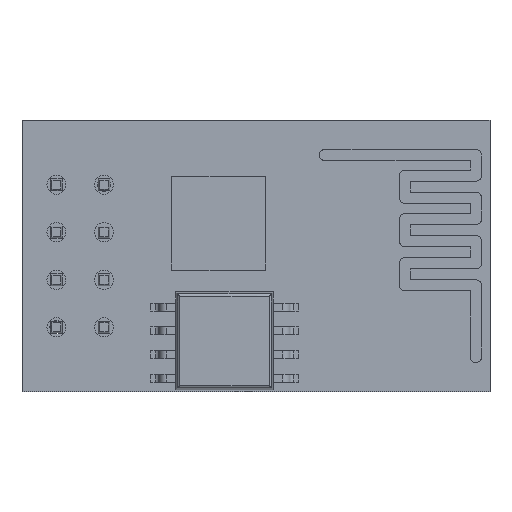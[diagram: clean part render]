
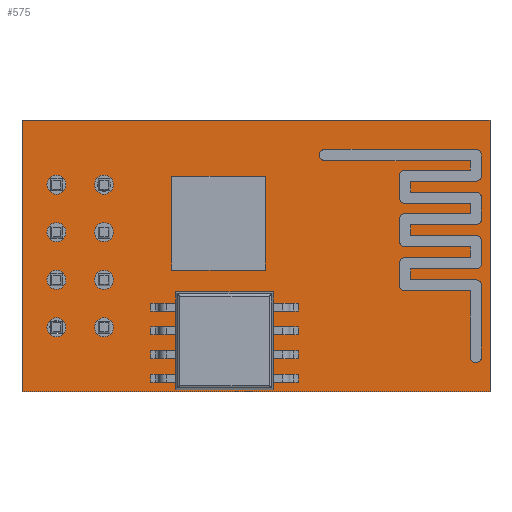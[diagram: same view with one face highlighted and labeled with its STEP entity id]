
A CAD part, front view. The second image highlights one B-rep face of the part: STEP entity #575.
In plain terms, the highlighted planar face has unit normal (0, -1, 0).
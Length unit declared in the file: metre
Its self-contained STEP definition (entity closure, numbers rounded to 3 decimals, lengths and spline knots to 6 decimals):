
#575 = ADVANCED_FACE( 'PartBody', ( #1251, #1252, #1253, #1254, #1255, #1256, #1257, #1258, #1259 ), #1260, .T. );
#1251 = FACE_OUTER_BOUND( '', #2183, .T. );
#1252 = FACE_BOUND( '', #2184, .T. );
#1253 = FACE_BOUND( '', #2185, .T. );
#1254 = FACE_BOUND( '', #2186, .T. );
#1255 = FACE_BOUND( '', #2187, .T. );
#1256 = FACE_BOUND( '', #2188, .T. );
#1257 = FACE_BOUND( '', #2189, .T. );
#1258 = FACE_BOUND( '', #2190, .T. );
#1259 = FACE_BOUND( '', #2191, .T. );
#1260 = PLANE( '', #2192 );
#2183 = EDGE_LOOP( '', ( #3132, #3133, #3134, #3135 ) );
#2184 = EDGE_LOOP( '', ( #3136 ) );
#2185 = EDGE_LOOP( '', ( #3137 ) );
#2186 = EDGE_LOOP( '', ( #3138 ) );
#2187 = EDGE_LOOP( '', ( #3139 ) );
#2188 = EDGE_LOOP( '', ( #3140 ) );
#2189 = EDGE_LOOP( '', ( #3141 ) );
#2190 = EDGE_LOOP( '', ( #3142 ) );
#2191 = EDGE_LOOP( '', ( #3143 ) );
#2192 = AXIS2_PLACEMENT_3D( '', #3144, #3145, #3146 );
#3132 = ORIENTED_EDGE( '', *, *, #5846, .T. );
#3133 = ORIENTED_EDGE( '', *, *, #5847, .T. );
#3134 = ORIENTED_EDGE( '', *, *, #5848, .T. );
#3135 = ORIENTED_EDGE( '', *, *, #5849, .T. );
#3136 = ORIENTED_EDGE( '', *, *, #5850, .F. );
#3137 = ORIENTED_EDGE( '', *, *, #5851, .F. );
#3138 = ORIENTED_EDGE( '', *, *, #5852, .F. );
#3139 = ORIENTED_EDGE( '', *, *, #5853, .F. );
#3140 = ORIENTED_EDGE( '', *, *, #5854, .F. );
#3141 = ORIENTED_EDGE( '', *, *, #5855, .F. );
#3142 = ORIENTED_EDGE( '', *, *, #5856, .F. );
#3143 = ORIENTED_EDGE( '', *, *, #5857, .F. );
#3144 = CARTESIAN_POINT( '', ( 0., -0.0011, 0. ) );
#3145 = DIRECTION( '', ( 0., -1., 0. ) );
#3146 = DIRECTION( '', ( 1., 0., 0. ) );
#5846 = EDGE_CURVE( '', #7015, #7016, #7017, .T. );
#5847 = EDGE_CURVE( '', #7016, #7018, #7019, .T. );
#5848 = EDGE_CURVE( '', #7018, #7020, #7021, .T. );
#5849 = EDGE_CURVE( '', #7020, #7015, #7022, .T. );
#5850 = EDGE_CURVE( '', #7023, #7023, #7024, .T. );
#5851 = EDGE_CURVE( '', #7025, #7025, #7026, .T. );
#5852 = EDGE_CURVE( '', #7027, #7027, #7028, .T. );
#5853 = EDGE_CURVE( '', #7029, #7029, #7030, .T. );
#5854 = EDGE_CURVE( '', #7031, #7031, #7032, .T. );
#5855 = EDGE_CURVE( '', #7033, #7033, #7034, .T. );
#5856 = EDGE_CURVE( '', #7035, #7035, #7036, .T. );
#5857 = EDGE_CURVE( '', #7037, #7037, #7038, .T. );
#7015 = VERTEX_POINT( '', #8623 );
#7016 = VERTEX_POINT( '', #8624 );
#7017 = LINE( '', #8625, #8626 );
#7018 = VERTEX_POINT( '', #8627 );
#7019 = LINE( '', #8628, #8629 );
#7020 = VERTEX_POINT( '', #8630 );
#7021 = LINE( '', #8631, #8632 );
#7022 = LINE( '', #8633, #8634 );
#7023 = VERTEX_POINT( '', #8635 );
#7024 = CIRCLE( '', #8636, 0.00051 );
#7025 = VERTEX_POINT( '', #8637 );
#7026 = CIRCLE( '', #8638, 0.00051 );
#7027 = VERTEX_POINT( '', #8639 );
#7028 = CIRCLE( '', #8640, 0.00051 );
#7029 = VERTEX_POINT( '', #8641 );
#7030 = CIRCLE( '', #8642, 0.00051 );
#7031 = VERTEX_POINT( '', #8643 );
#7032 = CIRCLE( '', #8644, 0.00051 );
#7033 = VERTEX_POINT( '', #8645 );
#7034 = CIRCLE( '', #8646, 0.00051 );
#7035 = VERTEX_POINT( '', #8647 );
#7036 = CIRCLE( '', #8648, 0.00051 );
#7037 = VERTEX_POINT( '', #8649 );
#7038 = CIRCLE( '', #8650, 0.00051 );
#8623 = CARTESIAN_POINT( '', ( 0., -0.0011, 0. ) );
#8624 = CARTESIAN_POINT( '', ( 0.025, -0.0011, 0. ) );
#8625 = CARTESIAN_POINT( '', ( 0.0125, -0.0011, 0. ) );
#8626 = VECTOR( '', #10903, 1. );
#8627 = CARTESIAN_POINT( '', ( 0.025, -0.0011, 0.0145 ) );
#8628 = CARTESIAN_POINT( '', ( 0.025, -0.0011, 0.00725 ) );
#8629 = VECTOR( '', #10904, 1. );
#8630 = CARTESIAN_POINT( '', ( 0., -0.0011, 0.0145 ) );
#8631 = CARTESIAN_POINT( '', ( 0.0125, -0.0011, 0.0145 ) );
#8632 = VECTOR( '', #10905, 1. );
#8633 = CARTESIAN_POINT( '', ( 0., -0.0011, 0.00725 ) );
#8634 = VECTOR( '', #10906, 1. );
#8635 = CARTESIAN_POINT( '', ( 0.004889, -0.0011, 0.00344 ) );
#8636 = AXIS2_PLACEMENT_3D( '', #10907, #10908, #10909 );
#8637 = CARTESIAN_POINT( '', ( 0.002349, -0.0011, 0.00344 ) );
#8638 = AXIS2_PLACEMENT_3D( '', #10910, #10911, #10912 );
#8639 = CARTESIAN_POINT( '', ( 0.002349, -0.0011, 0.00598 ) );
#8640 = AXIS2_PLACEMENT_3D( '', #10913, #10914, #10915 );
#8641 = CARTESIAN_POINT( '', ( 0.004889, -0.0011, 0.00598 ) );
#8642 = AXIS2_PLACEMENT_3D( '', #10916, #10917, #10918 );
#8643 = CARTESIAN_POINT( '', ( 0.002349, -0.0011, 0.00852 ) );
#8644 = AXIS2_PLACEMENT_3D( '', #10919, #10920, #10921 );
#8645 = CARTESIAN_POINT( '', ( 0.004889, -0.0011, 0.00852 ) );
#8646 = AXIS2_PLACEMENT_3D( '', #10922, #10923, #10924 );
#8647 = CARTESIAN_POINT( '', ( 0.002349, -0.0011, 0.01106 ) );
#8648 = AXIS2_PLACEMENT_3D( '', #10925, #10926, #10927 );
#8649 = CARTESIAN_POINT( '', ( 0.004889, -0.0011, 0.01106 ) );
#8650 = AXIS2_PLACEMENT_3D( '', #10928, #10929, #10930 );
#10903 = DIRECTION( '', ( 1., 0., 0. ) );
#10904 = DIRECTION( '', ( 0., 0., 1. ) );
#10905 = DIRECTION( '', ( -1., 0., 0. ) );
#10906 = DIRECTION( '', ( 0., 0., -1. ) );
#10907 = CARTESIAN_POINT( '', ( 0.004379, -0.0011, 0.00344 ) );
#10908 = DIRECTION( '', ( 0., -1., 0. ) );
#10909 = DIRECTION( '', ( 1., 0., 0. ) );
#10910 = CARTESIAN_POINT( '', ( 0.001839, -0.0011, 0.00344 ) );
#10911 = DIRECTION( '', ( 0., -1., 0. ) );
#10912 = DIRECTION( '', ( 1., 0., 0. ) );
#10913 = CARTESIAN_POINT( '', ( 0.001839, -0.0011, 0.00598 ) );
#10914 = DIRECTION( '', ( 0., -1., 0. ) );
#10915 = DIRECTION( '', ( 1., 0., 0. ) );
#10916 = CARTESIAN_POINT( '', ( 0.004379, -0.0011, 0.00598 ) );
#10917 = DIRECTION( '', ( 0., -1., 0. ) );
#10918 = DIRECTION( '', ( 1., 0., 0. ) );
#10919 = CARTESIAN_POINT( '', ( 0.001839, -0.0011, 0.00852 ) );
#10920 = DIRECTION( '', ( 0., -1., 0. ) );
#10921 = DIRECTION( '', ( 1., 0., 0. ) );
#10922 = CARTESIAN_POINT( '', ( 0.004379, -0.0011, 0.00852 ) );
#10923 = DIRECTION( '', ( 0., -1., 0. ) );
#10924 = DIRECTION( '', ( 1., 0., 0. ) );
#10925 = CARTESIAN_POINT( '', ( 0.001839, -0.0011, 0.01106 ) );
#10926 = DIRECTION( '', ( 0., -1., 0. ) );
#10927 = DIRECTION( '', ( 1., 0., 0. ) );
#10928 = CARTESIAN_POINT( '', ( 0.004379, -0.0011, 0.01106 ) );
#10929 = DIRECTION( '', ( 0., -1., 0. ) );
#10930 = DIRECTION( '', ( 1., 0., 0. ) );
